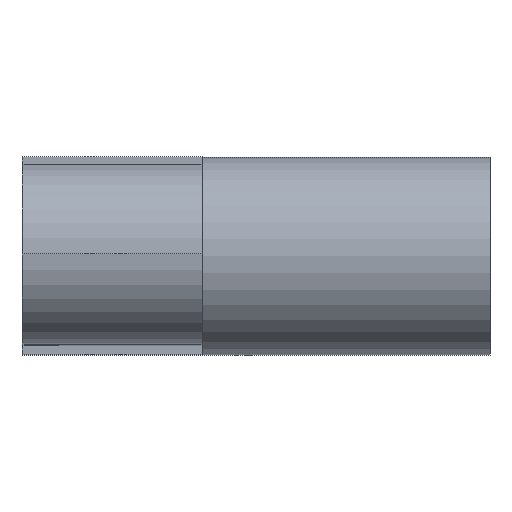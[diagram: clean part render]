
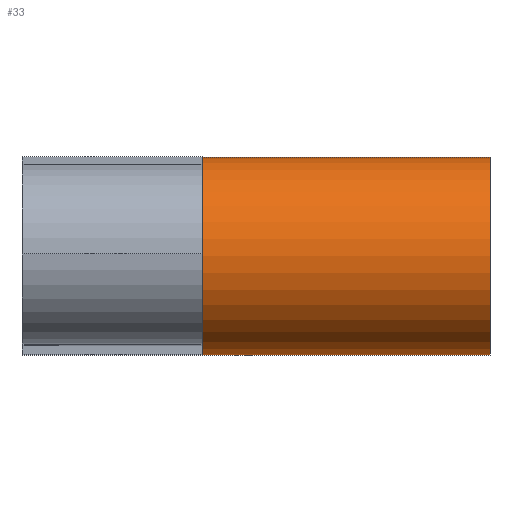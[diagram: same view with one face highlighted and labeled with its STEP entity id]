
A CAD part, top view. The second image highlights one B-rep face of the part: STEP entity #33.
In plain terms, the highlighted cylindrical face has radius 55 mm (diameter 110 mm), a partial arc.
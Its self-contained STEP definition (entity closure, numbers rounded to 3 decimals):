
#33 = ADVANCED_FACE ( 'NONE', ( #369 ), #228, .T. ) ;
#64 = DIRECTION ( 'NONE',  ( 1., 0., 0. ) ) ;
#66 = AXIS2_PLACEMENT_3D ( 'NONE', #878, #391, #313 ) ;
#79 = DIRECTION ( 'NONE',  ( 1., 0., 0. ) ) ;
#113 = CARTESIAN_POINT ( 'NONE',  ( 260., 55., -125. ) ) ;
#131 = DIRECTION ( 'NONE',  ( 1., 0., 0. ) ) ;
#146 = EDGE_CURVE ( 'NONE', #731, #354, #217, .T. ) ;
#150 = CIRCLE ( 'NONE', #376, 55. ) ;
#204 = CARTESIAN_POINT ( 'NONE',  ( 22.218, 55., -125. ) ) ;
#217 = CIRCLE ( 'NONE', #66, 55. ) ;
#228 = CYLINDRICAL_SURFACE ( 'NONE', #707, 55. ) ;
#283 = EDGE_CURVE ( 'NONE', #354, #693, #893, .T. ) ;
#313 = DIRECTION ( 'NONE',  ( 0., 0., -1. ) ) ;
#316 = EDGE_CURVE ( 'NONE', #731, #657, #341, .T. ) ;
#322 = ORIENTED_EDGE ( 'NONE', *, *, #797, .F. ) ;
#341 = LINE ( 'NONE', #411, #412 ) ;
#354 = VERTEX_POINT ( 'NONE', #691 ) ;
#369 = FACE_OUTER_BOUND ( 'NONE', #549, .T. ) ;
#376 = AXIS2_PLACEMENT_3D ( 'NONE', #789, #79, #640 ) ;
#391 = DIRECTION ( 'NONE',  ( -1., 0., 0. ) ) ;
#399 = ORIENTED_EDGE ( 'NONE', *, *, #283, .F. ) ;
#411 = CARTESIAN_POINT ( 'NONE',  ( 22.218, -55., -125. ) ) ;
#412 = VECTOR ( 'NONE', #64, 1000. ) ;
#431 = CARTESIAN_POINT ( 'NONE',  ( 100., -55., -125. ) ) ;
#436 = DIRECTION ( 'NONE',  ( 0., 0., -1. ) ) ;
#511 = DIRECTION ( 'NONE',  ( 1., 0., 0. ) ) ;
#549 = EDGE_LOOP ( 'NONE', ( #832, #672, #322, #399 ) ) ;
#640 = DIRECTION ( 'NONE',  ( 0., 0., -1. ) ) ;
#657 = VERTEX_POINT ( 'NONE', #673 ) ;
#662 = CARTESIAN_POINT ( 'NONE',  ( 22.218, 0., -125. ) ) ;
#672 = ORIENTED_EDGE ( 'NONE', *, *, #316, .T. ) ;
#673 = CARTESIAN_POINT ( 'NONE',  ( 260., -55., -125. ) ) ;
#691 = CARTESIAN_POINT ( 'NONE',  ( 100., 55., -125. ) ) ;
#693 = VERTEX_POINT ( 'NONE', #113 ) ;
#707 = AXIS2_PLACEMENT_3D ( 'NONE', #662, #511, #436 ) ;
#731 = VERTEX_POINT ( 'NONE', #431 ) ;
#740 = VECTOR ( 'NONE', #131, 1000. ) ;
#789 = CARTESIAN_POINT ( 'NONE',  ( 260., 0., -125. ) ) ;
#797 = EDGE_CURVE ( 'NONE', #693, #657, #150, .T. ) ;
#832 = ORIENTED_EDGE ( 'NONE', *, *, #146, .F. ) ;
#878 = CARTESIAN_POINT ( 'NONE',  ( 100., 0., -125. ) ) ;
#893 = LINE ( 'NONE', #204, #740 ) ;
